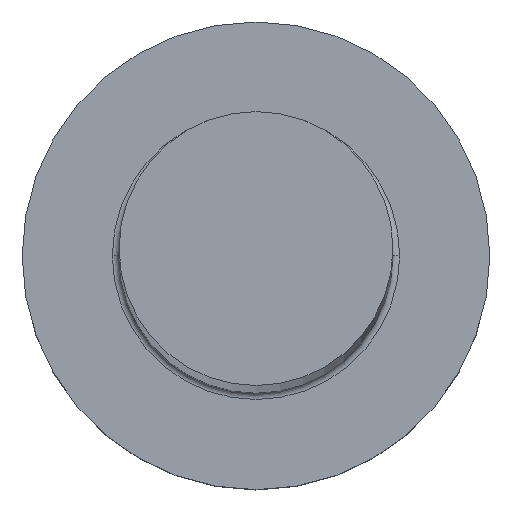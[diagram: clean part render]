
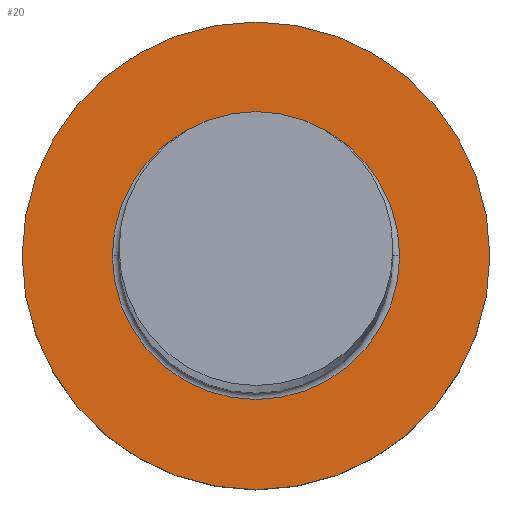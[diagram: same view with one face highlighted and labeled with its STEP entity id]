
A CAD part, top view. The second image highlights one B-rep face of the part: STEP entity #20.
In plain terms, the highlighted planar face has unit normal (0, 0, 1).
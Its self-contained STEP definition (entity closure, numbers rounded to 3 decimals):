
#4 = EDGE_LOOP ( 'NONE', ( #71, #291 ) ) ;
#9 = DIRECTION ( 'NONE',  ( 1., 0., 0. ) ) ;
#15 = DIRECTION ( 'NONE',  ( 0., 0., 1. ) ) ;
#20 = ADVANCED_FACE ( 'NONE', ( #184, #205 ), #301, .T. ) ;
#22 = CIRCLE ( 'NONE', #152, 4.3 ) ;
#27 = EDGE_CURVE ( 'NONE', #67, #31, #22, .T. ) ;
#31 = VERTEX_POINT ( 'NONE', #186 ) ;
#32 = CARTESIAN_POINT ( 'NONE',  ( 4.3, 0., 5. ) ) ;
#48 = ORIENTED_EDGE ( 'NONE', *, *, #293, .T. ) ;
#54 = DIRECTION ( 'NONE',  ( 1., 0., 0. ) ) ;
#61 = DIRECTION ( 'NONE',  ( 0., 0., -1. ) ) ;
#64 = EDGE_CURVE ( 'NONE', #210, #148, #147, .T. ) ;
#67 = VERTEX_POINT ( 'NONE', #32 ) ;
#71 = ORIENTED_EDGE ( 'NONE', *, *, #27, .T. ) ;
#78 = DIRECTION ( 'NONE',  ( 0., 0., -1. ) ) ;
#104 = AXIS2_PLACEMENT_3D ( 'NONE', #216, #61, #238 ) ;
#110 = AXIS2_PLACEMENT_3D ( 'NONE', #183, #256, #54 ) ;
#115 = CARTESIAN_POINT ( 'NONE',  ( 0., 0., 5. ) ) ;
#116 = CARTESIAN_POINT ( 'NONE',  ( 7., 0., 5. ) ) ;
#124 = DIRECTION ( 'NONE',  ( 1., 0., 0. ) ) ;
#147 = CIRCLE ( 'NONE', #157, 7. ) ;
#148 = VERTEX_POINT ( 'NONE', #235 ) ;
#152 = AXIS2_PLACEMENT_3D ( 'NONE', #229, #78, #9 ) ;
#157 = AXIS2_PLACEMENT_3D ( 'NONE', #232, #15, #204 ) ;
#171 = EDGE_CURVE ( 'NONE', #31, #67, #208, .T. ) ;
#182 = EDGE_LOOP ( 'NONE', ( #48, #223 ) ) ;
#183 = CARTESIAN_POINT ( 'NONE',  ( 0., 0., 5. ) ) ;
#184 = FACE_BOUND ( 'NONE', #4, .T. ) ;
#186 = CARTESIAN_POINT ( 'NONE',  ( -4.3, 0., 5. ) ) ;
#204 = DIRECTION ( 'NONE',  ( 1., 0., 0. ) ) ;
#205 = FACE_OUTER_BOUND ( 'NONE', #182, .T. ) ;
#208 = CIRCLE ( 'NONE', #104, 4.3 ) ;
#210 = VERTEX_POINT ( 'NONE', #116 ) ;
#216 = CARTESIAN_POINT ( 'NONE',  ( 0., 0., 5. ) ) ;
#223 = ORIENTED_EDGE ( 'NONE', *, *, #64, .T. ) ;
#229 = CARTESIAN_POINT ( 'NONE',  ( 0., 0., 5. ) ) ;
#232 = CARTESIAN_POINT ( 'NONE',  ( 0., 0., 5. ) ) ;
#235 = CARTESIAN_POINT ( 'NONE',  ( -7., 0., 5. ) ) ;
#238 = DIRECTION ( 'NONE',  ( 1., 0., 0. ) ) ;
#242 = CIRCLE ( 'NONE', #254, 7. ) ;
#254 = AXIS2_PLACEMENT_3D ( 'NONE', #115, #260, #124 ) ;
#256 = DIRECTION ( 'NONE',  ( 0., 0., 1. ) ) ;
#260 = DIRECTION ( 'NONE',  ( 0., 0., 1. ) ) ;
#291 = ORIENTED_EDGE ( 'NONE', *, *, #171, .T. ) ;
#293 = EDGE_CURVE ( 'NONE', #148, #210, #242, .T. ) ;
#301 = PLANE ( 'NONE',  #110 ) ;
